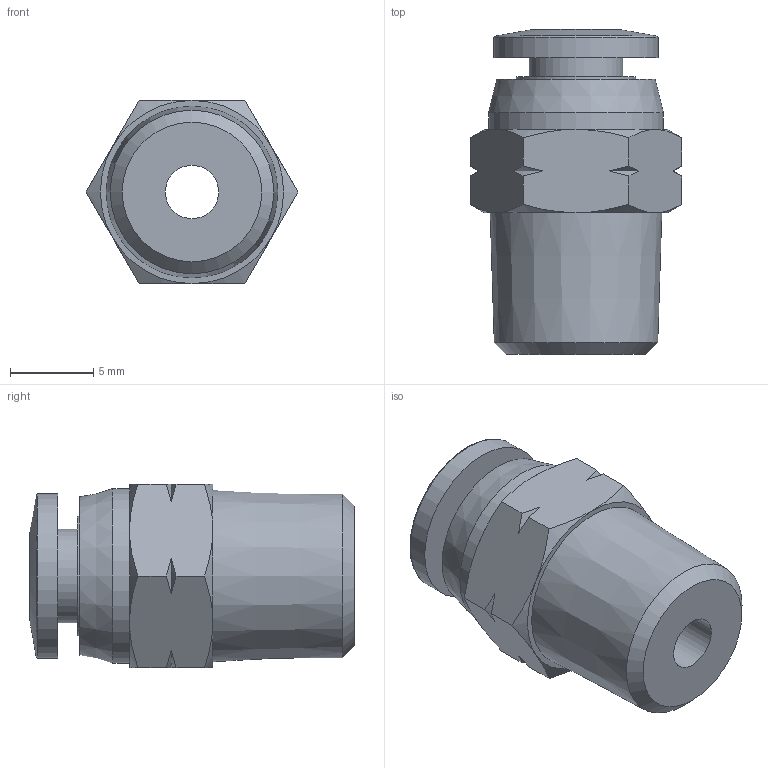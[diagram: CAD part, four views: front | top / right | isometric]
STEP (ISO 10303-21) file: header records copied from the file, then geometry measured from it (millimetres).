
FILE_DESCRIPTION((''),'2;1');
FILE_NAME('CDC Products 3D Ass''PC5-32--N01.stp','2010-05-03T13:35:12',('Microsoft'),(''),'Autodesk Inventor 2008','Autodesk Inventor 2008','');
FILE_SCHEMA(('AUTOMOTIVE_DESIGN { 1 0 10303 214 1 1 1 1 }'));
Length unit declared in the file: millimetre
Products named in the file (1): PC5-32--N01
Bounding box: 12.7 x 19.5 x 11 mm (x, y, z)
Volume: 1330.5 mm3; surface area: 1115.1 mm2
Topology: 1 solids, 1 shells, 50 faces, 111 edges, 68 vertices
Faces by surface type: cone 29, plane 13, cylinder 6, torus 2
Full cylindrical faces by diameter (mm): 3.2 x1, 4.3 x1, 5.6 x1, 7.2 x1, 9.85 x1, 10.5 x1
Entity records: 1276 total; most frequent: CARTESIAN_POINT 311, ORIENTED_EDGE 194, DIRECTION 188, EDGE_CURVE 97, AXIS2_PLACEMENT_3D 88, EDGE_LOOP 70, VERTEX_POINT 67, FACE_OUTER_BOUND 50
